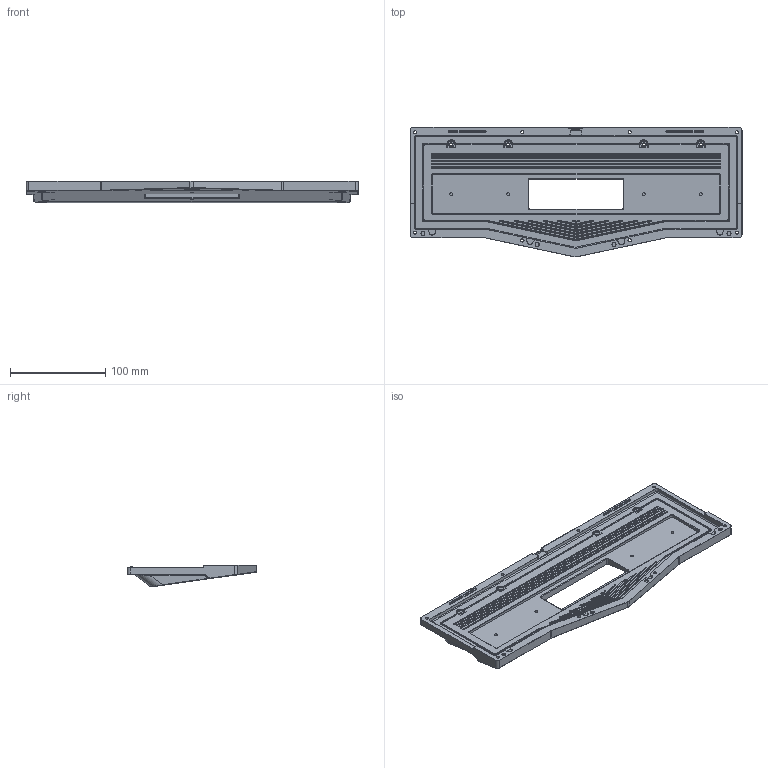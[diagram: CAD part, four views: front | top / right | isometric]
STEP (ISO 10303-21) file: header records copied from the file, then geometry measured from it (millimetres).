
FILE_DESCRIPTION(/* description */ (''),/* implementation_level */ '2;1');
FILE_NAME(/* name */ 'No1A_Bot.step',/* time_stamp */ '2025-04-03T22:11:58-04:00',/* author */ (''),/* organization */ (''),/* preprocessor_version */ 'ST-DEVELOPER v20.1',/* originating_system */ 'Autodesk Translation Framework v14.4.0.0',/* authorisation */ '');
FILE_SCHEMA (('AUTOMOTIVE_DESIGN { 1 0 10303 214 3 1 1 }'));
Length unit declared in the file: millimetre
Products named in the file (1): ICM No.1/A
Bounding box: 349.3 x 136.52 x 23.01 mm (x, y, z)
Volume: 285745.5 mm3; surface area: 102838.2 mm2
Topology: 1 solids, 1 shells, 646 faces, 1548 edges, 954 vertices
Faces by surface type: plane 218, cylinder 190, bspline 104, cone 98, torus 36
Full cylindrical faces by diameter (mm): 3 x4, 3.2 x18, 4.1 x4, 5.7 x8
Entity records: 20834 total; most frequent: CARTESIAN_POINT 5892, DIRECTION 3124, ORIENTED_EDGE 3092, EDGE_CURVE 1546, AXIS2_PLACEMENT_3D 1163, VERTEX_POINT 954, LINE 798, VECTOR 798
